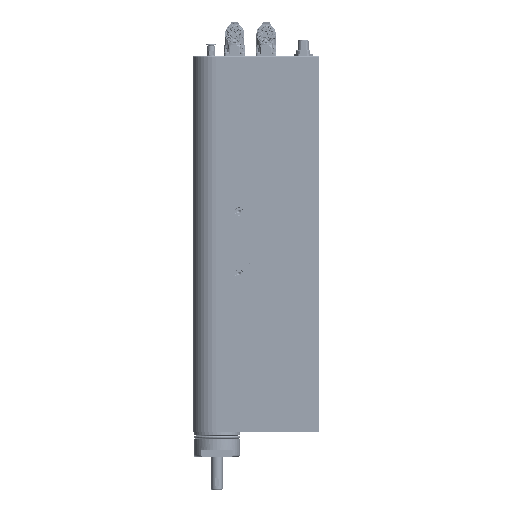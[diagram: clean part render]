
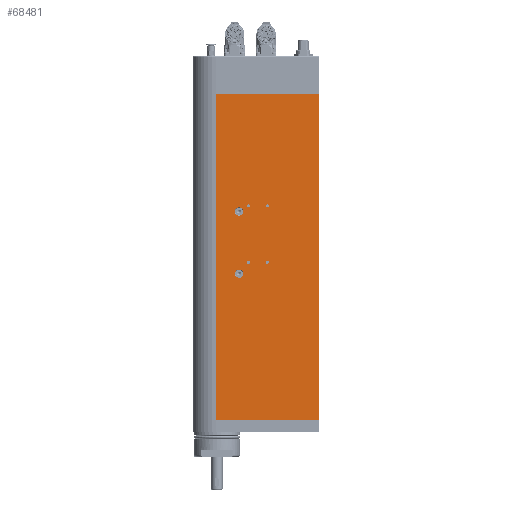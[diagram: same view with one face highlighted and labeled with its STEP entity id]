
A CAD part, front view. The second image highlights one B-rep face of the part: STEP entity #68481.
In plain terms, the highlighted planar face has unit normal (0, -1, 0).
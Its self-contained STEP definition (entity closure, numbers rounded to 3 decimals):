
#2591 = DIRECTION ( 'NONE',  ( 0., 0., -1. ) ) ;
#2644 = EDGE_LOOP ( 'NONE', ( #179902 ) ) ;
#4650 = AXIS2_PLACEMENT_3D ( 'NONE', #192896, #49245, #84028 ) ;
#4991 = PLANE ( 'NONE',  #40060 ) ;
#6005 = EDGE_CURVE ( 'NONE', #122217, #29988, #127394, .T. ) ;
#7025 = CARTESIAN_POINT ( 'NONE',  ( -67.5, -25., 347. ) ) ;
#12548 = CARTESIAN_POINT ( 'NONE',  ( -18., -25., 222. ) ) ;
#14597 = CARTESIAN_POINT ( 'NONE',  ( -67.5, -25., 347. ) ) ;
#16564 = VECTOR ( 'NONE', #113081, 1000. ) ;
#17383 = FACE_BOUND ( 'NONE', #139725, .T. ) ;
#21397 = DIRECTION ( 'NONE',  ( 0., 0., 1. ) ) ;
#23106 = EDGE_CURVE ( 'NONE', #151199, #151199, #120008, .T. ) ;
#23511 = CIRCLE ( 'NONE', #92365, 4.4 ) ;
#24871 = EDGE_CURVE ( 'NONE', #94594, #94594, #93129, .T. ) ;
#25898 = EDGE_LOOP ( 'NONE', ( #27451 ) ) ;
#27451 = ORIENTED_EDGE ( 'NONE', *, *, #50932, .F. ) ;
#28205 = ORIENTED_EDGE ( 'NONE', *, *, #24871, .F. ) ;
#29988 = VERTEX_POINT ( 'NONE', #90552 ) ;
#33279 = ORIENTED_EDGE ( 'NONE', *, *, #113197, .F. ) ;
#33514 = DIRECTION ( 'NONE',  ( 0., 0., -1. ) ) ;
#34597 = EDGE_CURVE ( 'NONE', #49435, #49435, #114889, .T. ) ;
#34811 = VECTOR ( 'NONE', #125372, 1000. ) ;
#40060 = AXIS2_PLACEMENT_3D ( 'NONE', #7025, #133218, #21397 ) ;
#42264 = DIRECTION ( 'NONE',  ( 0., -1., 0. ) ) ;
#42345 = ORIENTED_EDGE ( 'NONE', *, *, #114168, .T. ) ;
#45599 = EDGE_CURVE ( 'NONE', #68754, #29988, #84301, .T. ) ;
#49245 = DIRECTION ( 'NONE',  ( 0., -1., 0. ) ) ;
#49370 = ORIENTED_EDGE ( 'NONE', *, *, #6005, .F. ) ;
#49435 = VERTEX_POINT ( 'NONE', #111009 ) ;
#50932 = EDGE_CURVE ( 'NONE', #58564, #58564, #129195, .T. ) ;
#52616 = AXIS2_PLACEMENT_3D ( 'NONE', #143416, #97179, #90369 ) ;
#54247 = CARTESIAN_POINT ( 'NONE',  ( -42.5, -25., 347. ) ) ;
#57297 = VECTOR ( 'NONE', #162319, 1000. ) ;
#58564 = VERTEX_POINT ( 'NONE', #168329 ) ;
#62537 = FACE_BOUND ( 'NONE', #2644, .T. ) ;
#62916 = DIRECTION ( 'NONE',  ( 0., -1., 0. ) ) ;
#66286 = CARTESIAN_POINT ( 'NONE',  ( -18., -25., 156. ) ) ;
#66493 = EDGE_LOOP ( 'NONE', ( #132590 ) ) ;
#68481 = ADVANCED_FACE ( 'NONE', ( #140552, #203156, #62537, #17383, #187745, #109720, #142552 ), #4991, .F. ) ;
#68754 = VERTEX_POINT ( 'NONE', #124888 ) ;
#72001 = EDGE_LOOP ( 'NONE', ( #82143, #88237, #49370, #42345 ) ) ;
#74073 = EDGE_LOOP ( 'NONE', ( #97857 ) ) ;
#82143 = ORIENTED_EDGE ( 'NONE', *, *, #153274, .T. ) ;
#84028 = DIRECTION ( 'NONE',  ( 0., 0., -1. ) ) ;
#84101 = LINE ( 'NONE', #144729, #174544 ) ;
#84301 = LINE ( 'NONE', #195182, #57297 ) ;
#86379 = CARTESIAN_POINT ( 'NONE',  ( -42.5, -25., 0. ) ) ;
#88237 = ORIENTED_EDGE ( 'NONE', *, *, #45599, .T. ) ;
#90369 = DIRECTION ( 'NONE',  ( 0., 0., -1. ) ) ;
#90552 = CARTESIAN_POINT ( 'NONE',  ( 67., -25., 347. ) ) ;
#92365 = AXIS2_PLACEMENT_3D ( 'NONE', #12548, #42264, #168470 ) ;
#93129 = CIRCLE ( 'NONE', #4650, 1.65 ) ;
#94594 = VERTEX_POINT ( 'NONE', #189037 ) ;
#97179 = DIRECTION ( 'NONE',  ( 0., -1., 0. ) ) ;
#97857 = ORIENTED_EDGE ( 'NONE', *, *, #190135, .F. ) ;
#107274 = VERTEX_POINT ( 'NONE', #86379 ) ;
#107378 = CIRCLE ( 'NONE', #172891, 4.4 ) ;
#109720 = FACE_BOUND ( 'NONE', #74073, .T. ) ;
#111009 = CARTESIAN_POINT ( 'NONE',  ( -8., -25., 226.35 ) ) ;
#113081 = DIRECTION ( 'NONE',  ( 1., 0., 0. ) ) ;
#113197 = EDGE_CURVE ( 'NONE', #183049, #183049, #23511, .T. ) ;
#114168 = EDGE_CURVE ( 'NONE', #122217, #107274, #84101, .T. ) ;
#114889 = CIRCLE ( 'NONE', #52616, 1.65 ) ;
#120008 = CIRCLE ( 'NONE', #169246, 1.65 ) ;
#121404 = CARTESIAN_POINT ( 'NONE',  ( -18., -25., 217.6 ) ) ;
#122217 = VERTEX_POINT ( 'NONE', #54247 ) ;
#124888 = CARTESIAN_POINT ( 'NONE',  ( 67., -25., 0. ) ) ;
#125372 = DIRECTION ( 'NONE',  ( 1., 0., 0. ) ) ;
#125917 = EDGE_LOOP ( 'NONE', ( #33279 ) ) ;
#127394 = LINE ( 'NONE', #14597, #34811 ) ;
#128482 = CARTESIAN_POINT ( 'NONE',  ( -67.5, -25., 0. ) ) ;
#129195 = CIRCLE ( 'NONE', #184889, 1.65 ) ;
#132590 = ORIENTED_EDGE ( 'NONE', *, *, #34597, .F. ) ;
#133218 = DIRECTION ( 'NONE',  ( 0., 1., 0. ) ) ;
#139725 = EDGE_LOOP ( 'NONE', ( #28205 ) ) ;
#140552 = FACE_BOUND ( 'NONE', #25898, .T. ) ;
#142552 = FACE_OUTER_BOUND ( 'NONE', #72001, .T. ) ;
#143416 = CARTESIAN_POINT ( 'NONE',  ( -8., -25., 228. ) ) ;
#143951 = DIRECTION ( 'NONE',  ( 0., 0., -1. ) ) ;
#144215 = DIRECTION ( 'NONE',  ( 0., -1., 0. ) ) ;
#144729 = CARTESIAN_POINT ( 'NONE',  ( -42.5, -25., 347. ) ) ;
#150780 = CARTESIAN_POINT ( 'NONE',  ( -18., -25., 151.6 ) ) ;
#151199 = VERTEX_POINT ( 'NONE', #195368 ) ;
#153274 = EDGE_CURVE ( 'NONE', #107274, #68754, #157308, .T. ) ;
#157308 = LINE ( 'NONE', #128482, #16564 ) ;
#157608 = CARTESIAN_POINT ( 'NONE',  ( -8., -25., 168. ) ) ;
#162319 = DIRECTION ( 'NONE',  ( 0., 0., 1. ) ) ;
#168329 = CARTESIAN_POINT ( 'NONE',  ( -8., -25., 166.35 ) ) ;
#168470 = DIRECTION ( 'NONE',  ( 0., 0., -1. ) ) ;
#169171 = VERTEX_POINT ( 'NONE', #150780 ) ;
#169246 = AXIS2_PLACEMENT_3D ( 'NONE', #173732, #62916, #143951 ) ;
#172891 = AXIS2_PLACEMENT_3D ( 'NONE', #66286, #173144, #33514 ) ;
#173144 = DIRECTION ( 'NONE',  ( 0., -1., 0. ) ) ;
#173732 = CARTESIAN_POINT ( 'NONE',  ( 12., -25., 168. ) ) ;
#174544 = VECTOR ( 'NONE', #193965, 1000. ) ;
#179902 = ORIENTED_EDGE ( 'NONE', *, *, #23106, .F. ) ;
#183049 = VERTEX_POINT ( 'NONE', #121404 ) ;
#184889 = AXIS2_PLACEMENT_3D ( 'NONE', #157608, #144215, #2591 ) ;
#187745 = FACE_BOUND ( 'NONE', #125917, .T. ) ;
#189037 = CARTESIAN_POINT ( 'NONE',  ( 12., -25., 226.35 ) ) ;
#190135 = EDGE_CURVE ( 'NONE', #169171, #169171, #107378, .T. ) ;
#192896 = CARTESIAN_POINT ( 'NONE',  ( 12., -25., 228. ) ) ;
#193965 = DIRECTION ( 'NONE',  ( 0., 0., -1. ) ) ;
#195182 = CARTESIAN_POINT ( 'NONE',  ( 67., -25., 347. ) ) ;
#195368 = CARTESIAN_POINT ( 'NONE',  ( 12., -25., 166.35 ) ) ;
#203156 = FACE_BOUND ( 'NONE', #66493, .T. ) ;
